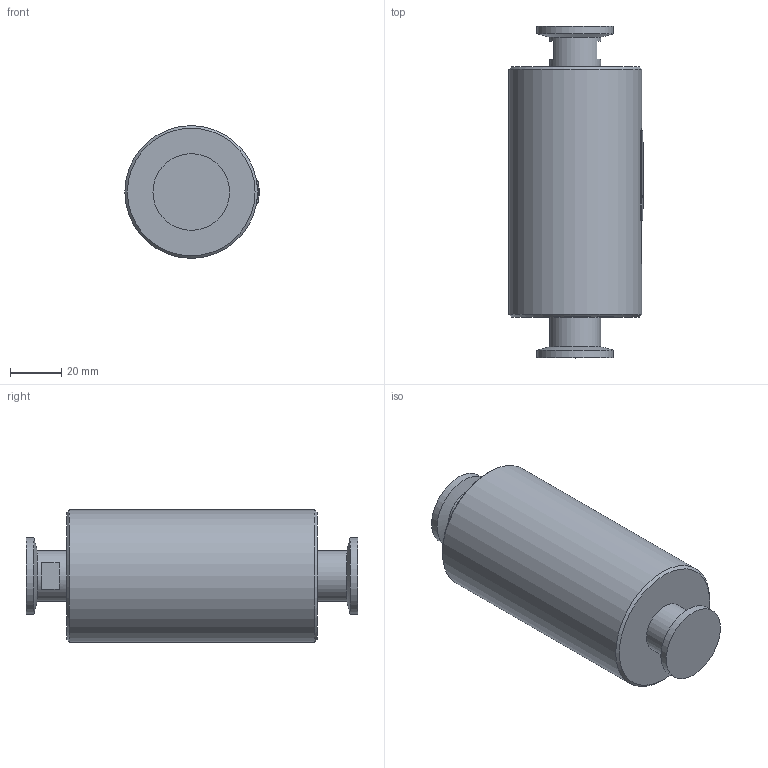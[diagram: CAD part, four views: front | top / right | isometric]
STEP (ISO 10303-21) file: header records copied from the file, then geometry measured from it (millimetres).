
FILE_DESCRIPTION((''),'2;1');
FILE_NAME('PK940095.stp','2008-07-21T10:28:38',('selzer-f'),(''),'Autodesk Inventor 11','Autodesk Inventor 11','');
FILE_SCHEMA(('AUTOMOTIVE_DESIGN { 1 0 10303 214 1 1 1 1 }'));
Length unit declared in the file: millimetre
Products named in the file (1): PK940095
Bounding box: 52.6 x 130 x 52 mm (x, y, z)
Volume: 220881.6 mm3; surface area: 23783.8 mm2
Topology: 1 solids, 1 shells, 32 faces, 69 edges, 44 vertices
Faces by surface type: plane 19, cylinder 7, cone 4, bspline 2
Full cylindrical faces by diameter (mm): 20 x2, 30 x2, 52 x1
Entity records: 1048 total; most frequent: CARTESIAN_POINT 381, DIRECTION 133, ORIENTED_EDGE 114, EDGE_CURVE 57, AXIS2_PLACEMENT_3D 54, EDGE_LOOP 47, VERTEX_POINT 42, FACE_OUTER_BOUND 32
